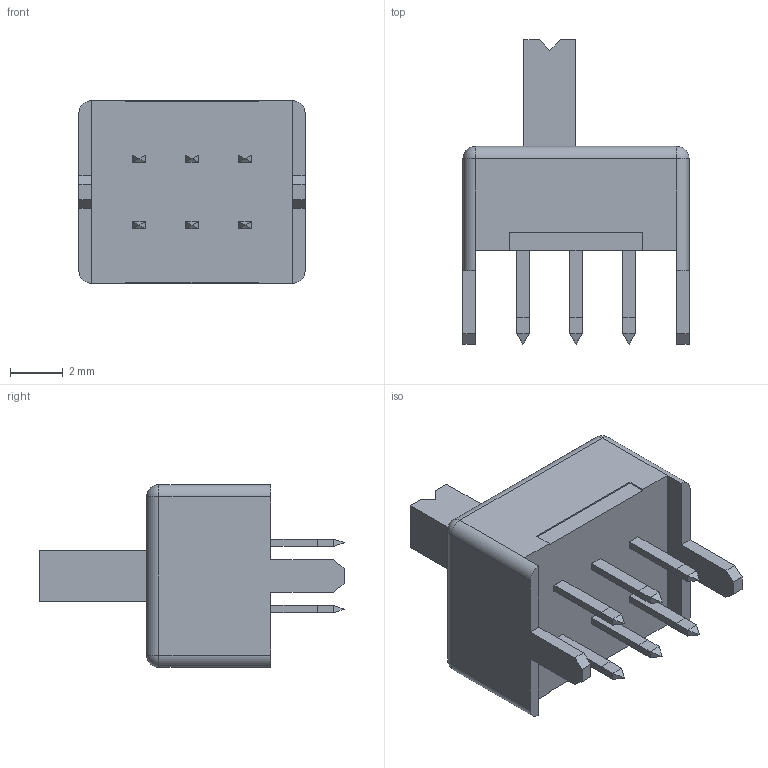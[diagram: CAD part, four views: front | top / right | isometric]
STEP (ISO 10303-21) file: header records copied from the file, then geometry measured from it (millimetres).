
FILE_DESCRIPTION(('FreeCAD Model'),'2;1');
FILE_NAME('Shell004_sp.step','2020-03-04T18:46:36',('kicad StepUp'),( 'ksu MCAD'),'Open CASCADE STEP processor 7.3','FreeCAD','Unknown');
FILE_SCHEMA(('AUTOMOTIVE_DESIGN { 1 0 10303 214 1 1 1 1 }'));
Length unit declared in the file: millimetre
Products named in the file (1): Shell004_sp
Bounding box: 8.61 x 11.59 x 6.96 mm (x, y, z)
Surface area: 662.3 mm2 (no closed solid volume)
Topology: 0 solids, 194 shells, 392 faces, 1422 edges, 1202 vertices
Faces by surface type: plane 289, bspline 79, cylinder 16, sphere 8
Entity records: 20325 total; most frequent: CARTESIAN_POINT 7024, ORIENTED_EDGE 1812, DIRECTION 1518, EDGE_CURVE 1414, VERTEX_POINT 1202, LINE 826, VECTOR 826, B_SPLINE_CURVE_WITH_KNOTS 556
